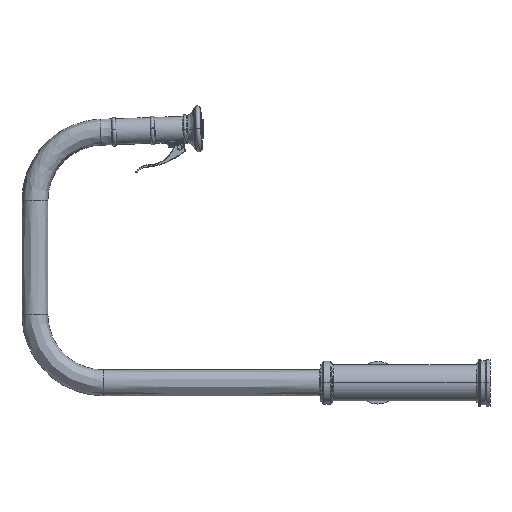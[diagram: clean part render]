
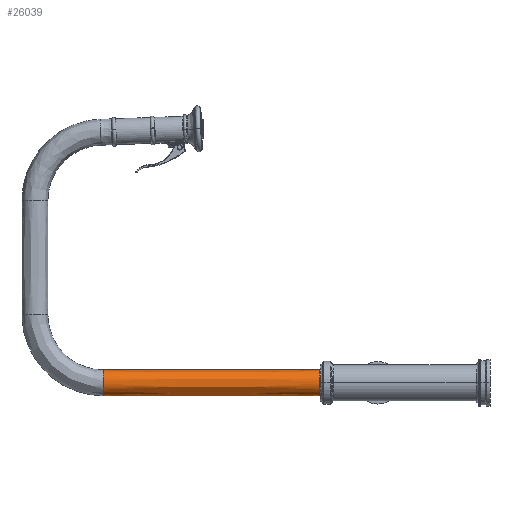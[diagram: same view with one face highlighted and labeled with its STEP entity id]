
A CAD part, left-side view. The second image highlights one B-rep face of the part: STEP entity #26039.
In plain terms, the highlighted free-form (B-spline) face has degree [3, 3] with [10, 4] control points.
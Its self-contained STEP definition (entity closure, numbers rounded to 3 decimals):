
#25244=CARTESIAN_POINT('',(0.,16.42,-0.57));
#25245=CARTESIAN_POINT('',(-0.119,16.42,-0.57));
#25246=CARTESIAN_POINT('',(-0.358,16.42,-0.492));
#25247=CARTESIAN_POINT('',(-0.579,16.42,-0.188));
#25248=CARTESIAN_POINT('',(-0.579,16.42,0.188));
#25249=CARTESIAN_POINT('',(-0.358,16.42,0.492));
#25250=CARTESIAN_POINT('',(-0.119,16.42,0.57));
#25251=CARTESIAN_POINT('',(0.,16.42,0.57));
#25298=DIRECTION('',(0.,1.,0.));
#25299=VECTOR('',#25298,9.545);
#25300=CARTESIAN_POINT('',(0.,6.875,-0.57));
#25301=LINE('',#25300,#25299);
#25302=CARTESIAN_POINT('',(0.,6.875,0.57));
#25309=CARTESIAN_POINT('',(0.,6.875,-0.57));
#25311=CARTESIAN_POINT('',(0.,6.875,-0.57));
#25312=CARTESIAN_POINT('',(-0.119,6.875,-0.57));
#25313=CARTESIAN_POINT('',(-0.358,6.875,-0.492));
#25314=CARTESIAN_POINT('',(-0.579,6.875,-0.188));
#25315=CARTESIAN_POINT('',(-0.579,6.875,0.188));
#25316=CARTESIAN_POINT('',(-0.358,6.875,0.492));
#25317=CARTESIAN_POINT('',(-0.119,6.875,0.57));
#25318=CARTESIAN_POINT('',(0.,6.875,0.57));
#25320=DIRECTION('',(0.,1.,0.));
#25321=VECTOR('',#25320,9.545);
#25322=CARTESIAN_POINT('',(0.,6.875,0.57));
#25323=LINE('',#25322,#25321);
#25324=CARTESIAN_POINT('',(0.,16.42,0.57));
#25331=CARTESIAN_POINT('',(0.,16.42,-0.57));
#25405=VERTEX_POINT('',#25302);
#25406=VERTEX_POINT('',#25309);
#25407=VERTEX_POINT('',#25324);
#25408=VERTEX_POINT('',#25331);
#25989=CARTESIAN_POINT('',(0.02,6.684,-0.57));
#25990=CARTESIAN_POINT('',(0.02,9.993,
-0.57));
#25991=CARTESIAN_POINT('',(0.02,13.302,-0.57));
#25992=CARTESIAN_POINT('',(0.02,16.611,-0.57));
#25993=CARTESIAN_POINT('',(0.013,6.684,-0.57));
#25994=CARTESIAN_POINT('',(0.013,9.993,
-0.57));
#25995=CARTESIAN_POINT('',(0.013,13.302,-0.57));
#25996=CARTESIAN_POINT('',(0.013,16.611,-0.57));
#25997=CARTESIAN_POINT('',(-0.113,6.684,-0.572));
#25998=CARTESIAN_POINT('',(-0.113,9.993,
-0.572));
#25999=CARTESIAN_POINT('',(-0.113,13.302,-0.572));
#26000=CARTESIAN_POINT('',(-0.113,16.611,-0.572));
#26001=CARTESIAN_POINT('',(-0.358,6.684,-0.492));
#26002=CARTESIAN_POINT('',(-0.358,9.993,
-0.492));
#26003=CARTESIAN_POINT('',(-0.358,13.302,-0.492));
#26004=CARTESIAN_POINT('',(-0.358,16.611,-0.492));
#26005=CARTESIAN_POINT('',(-0.579,6.684,-0.188));
#26006=CARTESIAN_POINT('',(-0.579,9.993,
-0.188));
#26007=CARTESIAN_POINT('',(-0.579,13.302,-0.188));
#26008=CARTESIAN_POINT('',(-0.579,16.611,-0.188));
#26009=CARTESIAN_POINT('',(-0.579,6.684,0.188));
#26010=CARTESIAN_POINT('',(-0.579,9.993,
0.188));
#26011=CARTESIAN_POINT('',(-0.579,13.302,0.188));
#26012=CARTESIAN_POINT('',(-0.579,16.611,0.188));
#26013=CARTESIAN_POINT('',(-0.358,6.684,0.492));
#26014=CARTESIAN_POINT('',(-0.358,9.993,
0.492));
#26015=CARTESIAN_POINT('',(-0.358,13.302,0.492));
#26016=CARTESIAN_POINT('',(-0.358,16.611,0.492));
#26017=CARTESIAN_POINT('',(-0.113,6.684,0.572));
#26018=CARTESIAN_POINT('',(-0.113,9.993,
0.572));
#26019=CARTESIAN_POINT('',(-0.113,13.302,0.572));
#26020=CARTESIAN_POINT('',(-0.113,16.611,0.572));
#26021=CARTESIAN_POINT('',(0.013,6.684,0.57));
#26022=CARTESIAN_POINT('',(0.013,9.993,
0.57));
#26023=CARTESIAN_POINT('',(0.013,13.302,0.57));
#26024=CARTESIAN_POINT('',(0.013,16.611,0.57));
#26025=CARTESIAN_POINT('',(0.02,6.684,0.57));
#26026=CARTESIAN_POINT('',(0.02,9.993,
0.57));
#26027=CARTESIAN_POINT('',(0.02,13.302,0.57));
#26028=CARTESIAN_POINT('',(0.02,16.611,0.57));
#26029=B_SPLINE_SURFACE_WITH_KNOTS('',3,3,((#25989,#25990,#25991,#25992),
(#25993,#25994,#25995,#25996),(#25997,#25998,#25999,#26000),(#26001,#26002,
#26003,#26004),(#26005,#26006,#26007,#26008),(#26009,#26010,#26011,#26012),(
#26013,#26014,#26015,#26016),(#26017,#26018,#26019,#26020),(#26021,#26022,
#26023,#26024),(#26025,#26026,#26027,#26028)),.UNSPECIFIED.,.F.,.F.,.F.,(4,1,1,
1,1,1,1,4),(4,4),(0.494,0.5,0.6,0.7,0.8,0.9,1.,
1.006),(-0.02,1.02),.UNSPECIFIED.);
#26031=ORIENTED_EDGE('',*,*,#26030,.F.);
#26033=ORIENTED_EDGE('',*,*,#26032,.T.);
#26034=ORIENTED_EDGE('',*,*,#25979,.T.);
#26036=ORIENTED_EDGE('',*,*,#26035,.F.);
#26037=EDGE_LOOP('',(#26031,#26033,#26034,#26036));
#26038=FACE_OUTER_BOUND('',#26037,.F.);
#26039=ADVANCED_FACE('',(#26038),#26029,.T.);
#25252=B_SPLINE_CURVE_WITH_KNOTS('',3,(#25244,#25245,#25246,#25247,#25248,
#25249,#25250,#25251),.UNSPECIFIED.,.F.,.F.,(4,1,1,1,1,4),(0.,0.2,0.4,
0.6,0.8,1.),.UNSPECIFIED.);
#25319=B_SPLINE_CURVE_WITH_KNOTS('',3,(#25311,#25312,#25313,#25314,#25315,
#25316,#25317,#25318),.UNSPECIFIED.,.F.,.F.,(4,1,1,1,1,4),(0.,0.2,0.4,
0.6,0.8,1.),.UNSPECIFIED.);
#25979=EDGE_CURVE('',#25408,#25407,#25252,.T.);
#26030=EDGE_CURVE('',#25406,#25405,#25319,.T.);
#26032=EDGE_CURVE('',#25406,#25408,#25301,.T.);
#26035=EDGE_CURVE('',#25405,#25407,#25323,.T.);
